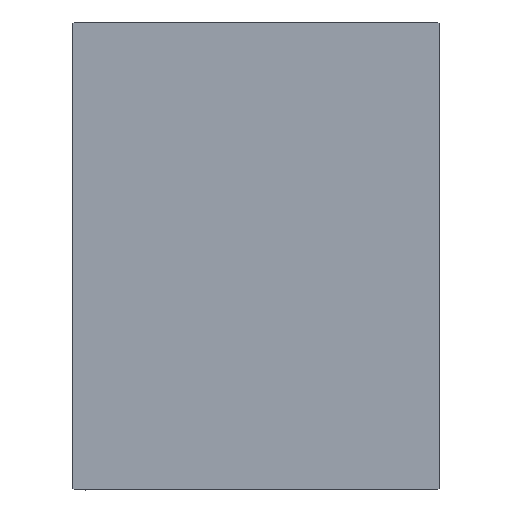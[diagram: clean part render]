
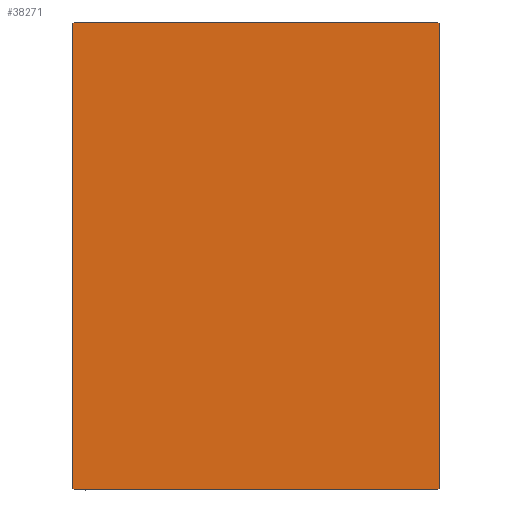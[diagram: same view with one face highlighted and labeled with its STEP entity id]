
A CAD part, left-side view. The second image highlights one B-rep face of the part: STEP entity #38271.
In plain terms, the highlighted face is planar.
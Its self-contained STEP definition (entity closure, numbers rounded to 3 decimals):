
#886 = DIRECTION ( 'NONE',  ( 0., -1., 0. ) ) ;
#1292 = EDGE_CURVE ( 'NONE', #18406, #41788, #37903, .T. ) ;
#2069 = AXIS2_PLACEMENT_3D ( 'NONE', #3624, #35280, #21574 ) ;
#2784 = VECTOR ( 'NONE', #886, 1000. ) ;
#3540 = VERTEX_POINT ( 'NONE', #9551 ) ;
#3624 = CARTESIAN_POINT ( 'NONE',  ( 278., 0., 0. ) ) ;
#5644 = VECTOR ( 'NONE', #34127, 1000. ) ;
#7166 = VECTOR ( 'NONE', #14335, 1000. ) ;
#7868 = VECTOR ( 'NONE', #8529, 1000. ) ;
#8529 = DIRECTION ( 'NONE',  ( 0., 0., 1. ) ) ;
#9551 = CARTESIAN_POINT ( 'NONE',  ( 278., -44.7, 57.5 ) ) ;
#9640 = LINE ( 'NONE', #35120, #34269 ) ;
#9982 = LINE ( 'NONE', #19169, #7868 ) ;
#11602 = CARTESIAN_POINT ( 'NONE',  ( 278., 44.7, 57.5 ) ) ;
#13782 = PLANE ( 'NONE',  #2069 ) ;
#14335 = DIRECTION ( 'NONE',  ( 0., 0., -1. ) ) ;
#14584 = ORIENTED_EDGE ( 'NONE', *, *, #27884, .T. ) ;
#14796 = LINE ( 'NONE', #25411, #17131 ) ;
#16589 = CARTESIAN_POINT ( 'NONE',  ( 278., 51.1, 51.1 ) ) ;
#17131 = VECTOR ( 'NONE', #43342, 1000. ) ;
#18406 = VERTEX_POINT ( 'NONE', #46281 ) ;
#19147 = EDGE_CURVE ( 'NONE', #23956, #3540, #39846, .T. ) ;
#19157 = VERTEX_POINT ( 'NONE', #36065 ) ;
#19169 = CARTESIAN_POINT ( 'NONE',  ( 278., 45., -57.5 ) ) ;
#19900 = ORIENTED_EDGE ( 'NONE', *, *, #1292, .T. ) ;
#20865 = FACE_OUTER_BOUND ( 'NONE', #22017, .T. ) ;
#21574 = DIRECTION ( 'NONE',  ( 0., 0., -1. ) ) ;
#21990 = CARTESIAN_POINT ( 'NONE',  ( 278., 51.1, -51.1 ) ) ;
#22017 = EDGE_LOOP ( 'NONE', ( #23343, #41244, #22607, #37405, #24369, #24771, #14584, #19900 ) ) ;
#22607 = ORIENTED_EDGE ( 'NONE', *, *, #25476, .T. ) ;
#23343 = ORIENTED_EDGE ( 'NONE', *, *, #25054, .T. ) ;
#23956 = VERTEX_POINT ( 'NONE', #11602 ) ;
#24369 = ORIENTED_EDGE ( 'NONE', *, *, #19147, .T. ) ;
#24484 = EDGE_CURVE ( 'NONE', #25322, #30202, #32614, .T. ) ;
#24771 = ORIENTED_EDGE ( 'NONE', *, *, #38190, .T. ) ;
#25054 = EDGE_CURVE ( 'NONE', #41788, #25322, #9640, .T. ) ;
#25265 = EDGE_CURVE ( 'NONE', #19157, #23956, #41842, .T. ) ;
#25322 = VERTEX_POINT ( 'NONE', #42084 ) ;
#25411 = CARTESIAN_POINT ( 'NONE',  ( 278., -51.1, 51.1 ) ) ;
#25476 = EDGE_CURVE ( 'NONE', #30202, #19157, #9982, .T. ) ;
#25932 = VECTOR ( 'NONE', #44407, 1000. ) ;
#27723 = CARTESIAN_POINT ( 'NONE',  ( 278., -51.1, -51.1 ) ) ;
#27884 = EDGE_CURVE ( 'NONE', #46363, #18406, #39134, .T. ) ;
#29713 = VECTOR ( 'NONE', #31209, 1000. ) ;
#30202 = VERTEX_POINT ( 'NONE', #42101 ) ;
#31209 = DIRECTION ( 'NONE',  ( 0., -0.707, 0.707 ) ) ;
#32207 = CARTESIAN_POINT ( 'NONE',  ( 278., -45., 57.2 ) ) ;
#32614 = LINE ( 'NONE', #21990, #25932 ) ;
#33453 = CARTESIAN_POINT ( 'NONE',  ( 278., 45., 57.5 ) ) ;
#34127 = DIRECTION ( 'NONE',  ( 0., 0.707, -0.707 ) ) ;
#34269 = VECTOR ( 'NONE', #38658, 1000. ) ;
#35021 = CARTESIAN_POINT ( 'NONE',  ( 278., -44.7, -57.5 ) ) ;
#35120 = CARTESIAN_POINT ( 'NONE',  ( 278., -45., -57.5 ) ) ;
#35280 = DIRECTION ( 'NONE',  ( 1., 0., 0. ) ) ;
#35358 = CARTESIAN_POINT ( 'NONE',  ( 278., -45., 57.5 ) ) ;
#36065 = CARTESIAN_POINT ( 'NONE',  ( 278., 45., 57.2 ) ) ;
#37405 = ORIENTED_EDGE ( 'NONE', *, *, #25265, .T. ) ;
#37903 = LINE ( 'NONE', #27723, #5644 ) ;
#38190 = EDGE_CURVE ( 'NONE', #3540, #46363, #14796, .T. ) ;
#38271 = ADVANCED_FACE ( 'NONE', ( #20865 ), #13782, .T. ) ;
#38658 = DIRECTION ( 'NONE',  ( 0., 1., 0. ) ) ;
#39134 = LINE ( 'NONE', #35358, #7166 ) ;
#39846 = LINE ( 'NONE', #33453, #2784 ) ;
#41244 = ORIENTED_EDGE ( 'NONE', *, *, #24484, .T. ) ;
#41788 = VERTEX_POINT ( 'NONE', #35021 ) ;
#41842 = LINE ( 'NONE', #16589, #29713 ) ;
#42084 = CARTESIAN_POINT ( 'NONE',  ( 278., 44.7, -57.5 ) ) ;
#42101 = CARTESIAN_POINT ( 'NONE',  ( 278., 45., -57.2 ) ) ;
#43342 = DIRECTION ( 'NONE',  ( 0., -0.707, -0.707 ) ) ;
#44407 = DIRECTION ( 'NONE',  ( 0., 0.707, 0.707 ) ) ;
#46281 = CARTESIAN_POINT ( 'NONE',  ( 278., -45., -57.2 ) ) ;
#46363 = VERTEX_POINT ( 'NONE', #32207 ) ;
